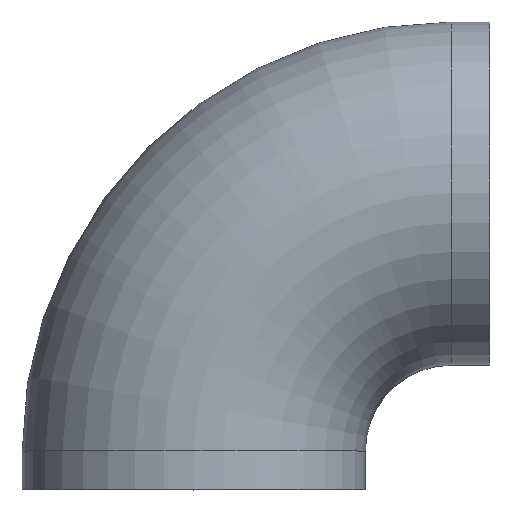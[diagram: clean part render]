
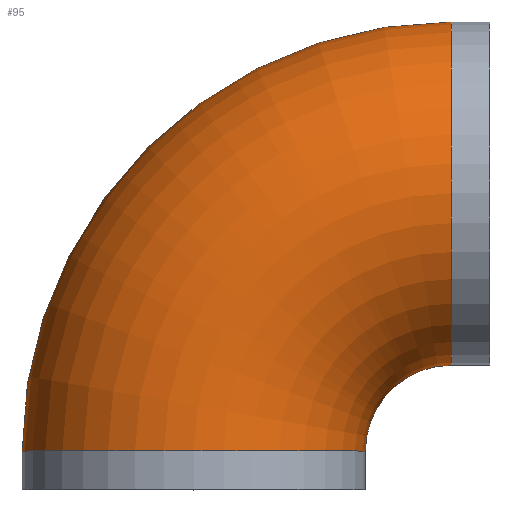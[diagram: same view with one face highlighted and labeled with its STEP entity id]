
A CAD part, top view. The second image highlights one B-rep face of the part: STEP entity #95.
In plain terms, the highlighted toroidal (fillet/blend) face has major radius 300 mm and minor radius 200 mm.
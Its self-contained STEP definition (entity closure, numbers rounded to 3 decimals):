
#91 = VERTEX_POINT( '', #226 );
#95 = ADVANCED_FACE( '', ( #230 ), #231, .T. );
#105 = EDGE_CURVE( '', #139, #91, #241, .T. );
#107 = VERTEX_POINT( '', #243 );
#121 = EDGE_CURVE( '', #195, #107, #259, .T. );
#139 = VERTEX_POINT( '', #280 );
#145 = EDGE_CURVE( '', #195, #91, #286, .T. );
#177 = EDGE_CURVE( '', #139, #107, #323, .T. );
#195 = VERTEX_POINT( '', #343 );
#226 = CARTESIAN_POINT( '', ( -200., 45., 0. ) );
#230 = FACE_OUTER_BOUND( '', #376, .T. );
#231 = TOROIDAL_SURFACE( '', #377, 300., 200. );
#241 = CIRCLE( '', #394, 500. );
#243 = CARTESIAN_POINT( '', ( 300., 145., 0. ) );
#259 = CIRCLE( '', #416, 100. );
#280 = CARTESIAN_POINT( '', ( 300., 545., 0. ) );
#286 = CIRCLE( '', #448, 200. );
#323 = CIRCLE( '', #494, 200. );
#343 = CARTESIAN_POINT( '', ( 200., 45., 0. ) );
#376 = EDGE_LOOP( '', ( #543, #544, #545, #546 ) );
#377 = AXIS2_PLACEMENT_3D( '', #547, #548, #549 );
#394 = AXIS2_PLACEMENT_3D( '', #558, #559, #560 );
#416 = AXIS2_PLACEMENT_3D( '', #586, #587, #588 );
#448 = AXIS2_PLACEMENT_3D( '', #611, #612, #613 );
#494 = AXIS2_PLACEMENT_3D( '', #660, #661, #662 );
#543 = ORIENTED_EDGE( '', *, *, #105, .T. );
#544 = ORIENTED_EDGE( '', *, *, #145, .F. );
#545 = ORIENTED_EDGE( '', *, *, #121, .T. );
#546 = ORIENTED_EDGE( '', *, *, #177, .F. );
#547 = CARTESIAN_POINT( '', ( 300., 45., 0. ) );
#548 = DIRECTION( '', ( 0., 0., 1. ) );
#549 = DIRECTION( '', ( 1., 0., 0. ) );
#558 = CARTESIAN_POINT( '', ( 300., 45., 0. ) );
#559 = DIRECTION( '', ( 0., 0., 1. ) );
#560 = DIRECTION( '', ( 1., 0., 0. ) );
#586 = CARTESIAN_POINT( '', ( 300., 45., 0. ) );
#587 = DIRECTION( '', ( 0., 0., -1. ) );
#588 = DIRECTION( '', ( 1., 0., 0. ) );
#611 = CARTESIAN_POINT( '', ( 0., 45., 0. ) );
#612 = DIRECTION( '', ( 0., -1., 0. ) );
#613 = DIRECTION( '', ( 1., 0., 0. ) );
#660 = CARTESIAN_POINT( '', ( 300., 345., 0. ) );
#661 = DIRECTION( '', ( 1., 0., 0. ) );
#662 = DIRECTION( '', ( 0., -1., 0. ) );
